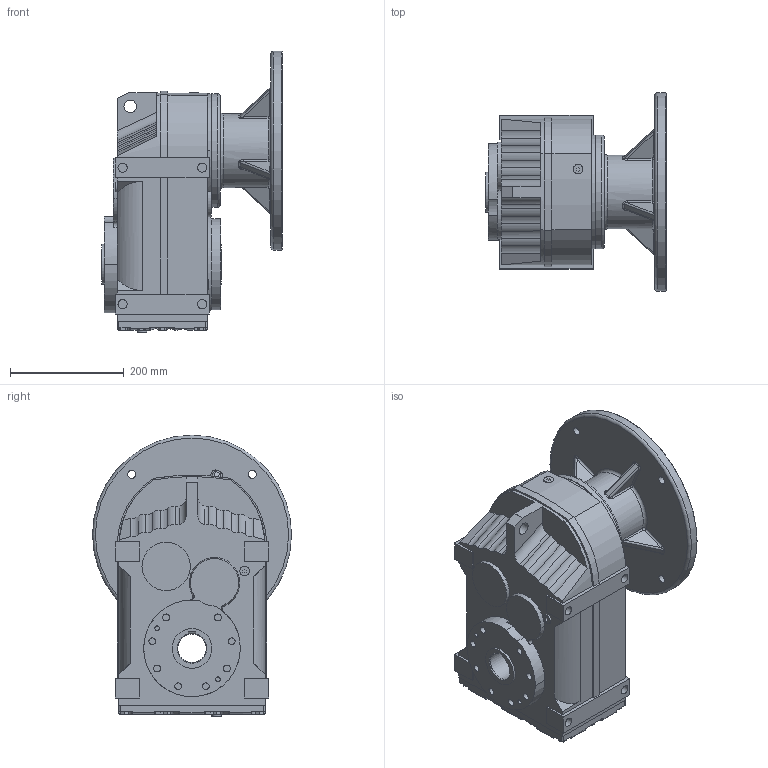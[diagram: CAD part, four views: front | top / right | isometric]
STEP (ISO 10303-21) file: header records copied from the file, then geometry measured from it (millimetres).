
FILE_DESCRIPTION(('STEP AP203'), '1');
FILE_NAME('凎劌膷闉 FA 77', '', ('UNSPECIFIED'), ('UNSPECIFIED'), 'ASCON STEP Converter 1.3', 'ASCON Math Kernel', '');
FILE_SCHEMA(('CONFIG_CONTROL_DESIGN'));
Length unit declared in the file: millimetre
Products named in the file (11): Bohrungen Abdeckhaube Antrieb 2; Bohrungen Abdeckhaube Antrieb 2_1; Bohrungen Abdeckhaube Antrieb 2_2; Bohrungen Abdeckhaube Antrieb 2_3; Bohrungen Abdeckhaube Antrieb 2_4; Bohrungen Abdeckhaube Antrieb 2_5; Bohrungen Abdeckhaube Antrieb 2_6; Bohrungen Abdeckhaube Antrieb 2_7; Verschlussbohrungen B-Seite_10
Assembly tree (10 placements, depth 2):
  (unnamed)
    Bohrungen Abdeckhaube Antrieb 2
    Bohrungen Abdeckhaube Antrieb 2_1
    Bohrungen Abdeckhaube Antrieb 2_2
    Bohrungen Abdeckhaube Antrieb 2_3
    Bohrungen Abdeckhaube Antrieb 2_4
    Bohrungen Abdeckhaube Antrieb 2_5
    Bohrungen Abdeckhaube Antrieb 2_6
    Bohrungen Abdeckhaube Antrieb 2_7
    Verschlussbohrungen B-Seite_10
    (unnamed)
Bounding box: 317.5 x 350 x 495.5 mm (x, y, z)
Volume: 18454399.2 mm3; surface area: 1013229.1 mm2
Topology: 10 solids, 10 shells, 544 faces, 1328 edges, 861 vertices
Faces by surface type: plane 317, cylinder 155, bspline 44, cone 21, torus 7
Full cylindrical faces by diameter (mm): 5 x1, 8 x4, 11 x4, 12 x7, 14 x4, 16 x8, 17 x6, 22 x1, 70 x2, 85 x1, 90 x1, 100 x1, 110 x3, 111 x1, 114 x1, 120 x1, 130 x2, 132 x1, 160 x1, 200 x1, 248 x1, 250 x1, 350 x1
Entity records: 26701 total; most frequent: CARTESIAN_POINT 9523, ORIENTED_EDGE 2508, DIRECTION 2368, EDGE_CURVE 1254, VERTEX_POINT 861, LINE 792, VECTOR 792, AXIS2_PLACEMENT_3D 788
